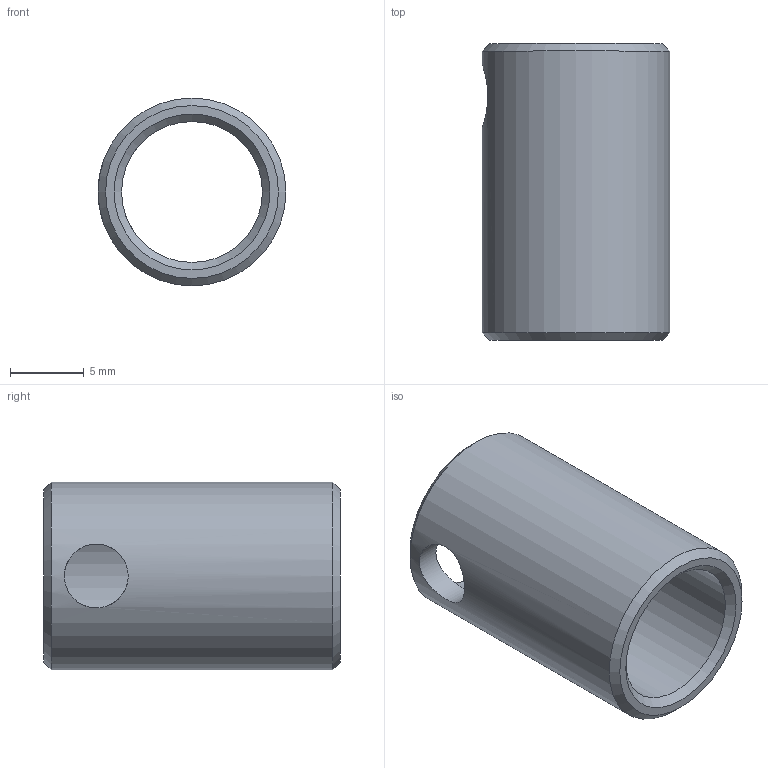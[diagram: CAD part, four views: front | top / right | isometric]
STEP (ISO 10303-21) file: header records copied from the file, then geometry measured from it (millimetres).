
FILE_DESCRIPTION (( 'STEP AP214' ), '1' );
FILE_NAME ('RB51-12-38-SST-304.STEP', '2023-05-10T13:46:11', ( '' ), ( '' ), 'SwSTEP 2.0', 'SolidWorks 2021', '' );
FILE_SCHEMA (( 'AUTOMOTIVE_DESIGN' ));
Length unit declared in the file: inch
Products named in the file (1): RB51-12-38-SST-304
Bounding box: 12.7 x 20.07 x 12.7 mm (x, y, z)
Volume: 1070.3 mm3; surface area: 1462.9 mm2
Topology: 1 solids, 1 shells, 9 faces, 20 edges, 13 vertices
Faces by surface type: cone 4, cylinder 3, plane 2
Full cylindrical faces by diameter (mm): 4.318 x1, 9.525 x1, 12.7 x1
Entity records: 352 total; most frequent: CARTESIAN_POINT 146, DIRECTION 36, EDGE_LOOP 20, ORIENTED_EDGE 20, AXIS2_PLACEMENT_3D 18, FACE_OUTER_BOUND 12, EDGE_CURVE 10, VERTEX_POINT 10
